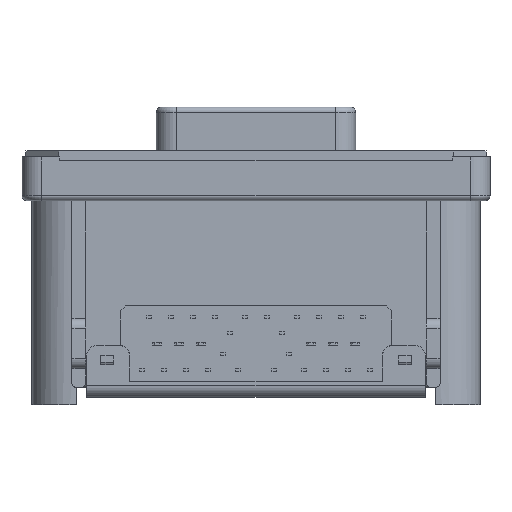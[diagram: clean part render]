
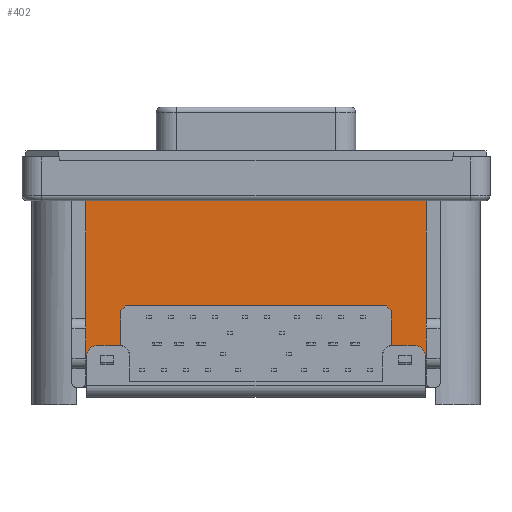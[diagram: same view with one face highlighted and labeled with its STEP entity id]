
A CAD part, front view. The second image highlights one B-rep face of the part: STEP entity #402.
In plain terms, the highlighted planar face has unit normal (0, -1, 0).
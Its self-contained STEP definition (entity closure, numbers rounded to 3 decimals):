
#402 = ADVANCED_FACE ( 'NONE', ( #28236 ), #31191, .F. ) ;
#408 = CARTESIAN_POINT ( 'NONE',  ( -6.85, 0.34, -0.1 ) ) ;
#531 = CARTESIAN_POINT ( 'NONE',  ( 8.55, 0.34, -1.95 ) ) ;
#691 = CARTESIAN_POINT ( 'NONE',  ( -8.5, 0.34, -0.6 ) ) ;
#914 = DIRECTION ( 'NONE',  ( 0., -1., 0. ) ) ;
#1017 = LINE ( 'NONE', #691, #27681 ) ;
#1050 = EDGE_CURVE ( 'NONE', #4685, #20501, #32609, .T. ) ;
#1086 = ORIENTED_EDGE ( 'NONE', *, *, #16196, .F. ) ;
#1087 = EDGE_CURVE ( 'NONE', #4662, #3415, #33930, .T. ) ;
#1189 = DIRECTION ( 'NONE',  ( 0., 0., 1. ) ) ;
#1301 = DIRECTION ( 'NONE',  ( 1., 0., 0. ) ) ;
#1407 = AXIS2_PLACEMENT_3D ( 'NONE', #25506, #12245, #20516 ) ;
#1961 = VECTOR ( 'NONE', #33092, 1000. ) ;
#2241 = VERTEX_POINT ( 'NONE', #21467 ) ;
#2928 = EDGE_CURVE ( 'NONE', #26180, #32260, #19254, .T. ) ;
#3415 = VERTEX_POINT ( 'NONE', #29710 ) ;
#3603 = VERTEX_POINT ( 'NONE', #7640 ) ;
#3645 = ORIENTED_EDGE ( 'NONE', *, *, #19955, .T. ) ;
#4091 = DIRECTION ( 'NONE',  ( -1., 0., 0. ) ) ;
#4446 = DIRECTION ( 'NONE',  ( 0., -1., 0. ) ) ;
#4566 = EDGE_CURVE ( 'NONE', #6385, #14899, #29545, .T. ) ;
#4662 = VERTEX_POINT ( 'NONE', #25894 ) ;
#4685 = VERTEX_POINT ( 'NONE', #17451 ) ;
#4794 = CARTESIAN_POINT ( 'NONE',  ( 8., 0.34, -0.6 ) ) ;
#4832 = VECTOR ( 'NONE', #9643, 1000. ) ;
#4926 = VECTOR ( 'NONE', #1301, 1000. ) ;
#5470 = ORIENTED_EDGE ( 'NONE', *, *, #26049, .F. ) ;
#5650 = VECTOR ( 'NONE', #27657, 1000. ) ;
#5735 = DIRECTION ( 'NONE',  ( -1., 0., 0. ) ) ;
#6087 = ORIENTED_EDGE ( 'NONE', *, *, #4566, .F. ) ;
#6228 = CARTESIAN_POINT ( 'NONE',  ( 9.25, 0.34, 7.175 ) ) ;
#6385 = VERTEX_POINT ( 'NONE', #19367 ) ;
#6939 = CARTESIAN_POINT ( 'NONE',  ( -8., 0.34, -0.6 ) ) ;
#7514 = VERTEX_POINT ( 'NONE', #27059 ) ;
#7562 = CARTESIAN_POINT ( 'NONE',  ( -8.55, 0.34, -1.95 ) ) ;
#7622 = LINE ( 'NONE', #17422, #8421 ) ;
#7640 = CARTESIAN_POINT ( 'NONE',  ( 6.35, 0.34, -1.9 ) ) ;
#7799 = ORIENTED_EDGE ( 'NONE', *, *, #10465, .F. ) ;
#8194 = EDGE_CURVE ( 'NONE', #20501, #3603, #15440, .T. ) ;
#8421 = VECTOR ( 'NONE', #28261, 1000. ) ;
#8479 = ORIENTED_EDGE ( 'NONE', *, *, #22813, .F. ) ;
#8869 = DIRECTION ( 'NONE',  ( 0., 0., -1. ) ) ;
#8964 = CARTESIAN_POINT ( 'NONE',  ( 8.5, 0.34, -2.1 ) ) ;
#9344 = LINE ( 'NONE', #15186, #1961 ) ;
#9643 = DIRECTION ( 'NONE',  ( 0., 0., 1. ) ) ;
#9957 = VERTEX_POINT ( 'NONE', #18013 ) ;
#10465 = EDGE_CURVE ( 'NONE', #21457, #4662, #29342, .T. ) ;
#10551 = VECTOR ( 'NONE', #5735, 1000. ) ;
#10817 = VECTOR ( 'NONE', #26747, 1000. ) ;
#10846 = CARTESIAN_POINT ( 'NONE',  ( -8.55, 0.34, 7.175 ) ) ;
#11223 = DIRECTION ( 'NONE',  ( 0., 0., -1. ) ) ;
#11397 = AXIS2_PLACEMENT_3D ( 'NONE', #6939, #914, #22800 ) ;
#12245 = DIRECTION ( 'NONE',  ( 0., 1., 0. ) ) ;
#12736 = LINE ( 'NONE', #28058, #4832 ) ;
#12802 = EDGE_CURVE ( 'NONE', #13025, #2241, #27823, .T. ) ;
#12846 = DIRECTION ( 'NONE',  ( 1., 0., 0. ) ) ;
#13025 = VERTEX_POINT ( 'NONE', #29365 ) ;
#14074 = CARTESIAN_POINT ( 'NONE',  ( -6.35, 0.34, -1.9 ) ) ;
#14111 = CARTESIAN_POINT ( 'NONE',  ( 8.5, 0.34, -1.95 ) ) ;
#14164 = VECTOR ( 'NONE', #12846, 1000. ) ;
#14185 = AXIS2_PLACEMENT_3D ( 'NONE', #4794, #30489, #20507 ) ;
#14804 = EDGE_CURVE ( 'NONE', #3603, #7514, #7622, .T. ) ;
#14899 = VERTEX_POINT ( 'NONE', #531 ) ;
#15186 = CARTESIAN_POINT ( 'NONE',  ( 9.25, 0.34, -1.95 ) ) ;
#15440 = LINE ( 'NONE', #25935, #14164 ) ;
#15547 = CARTESIAN_POINT ( 'NONE',  ( -6.85, 0.34, -0.6 ) ) ;
#16196 = EDGE_CURVE ( 'NONE', #3415, #32260, #1017, .T. ) ;
#16579 = LINE ( 'NONE', #6228, #10817 ) ;
#17161 = CARTESIAN_POINT ( 'NONE',  ( 8., 0.34, -0.1 ) ) ;
#17267 = EDGE_CURVE ( 'NONE', #4685, #21457, #20083, .T. ) ;
#17270 = DIRECTION ( 'NONE',  ( 0., 0., -1. ) ) ;
#17350 = EDGE_CURVE ( 'NONE', #25898, #9957, #18807, .T. ) ;
#17422 = CARTESIAN_POINT ( 'NONE',  ( 6.35, 0.34, -1.9 ) ) ;
#17451 = CARTESIAN_POINT ( 'NONE',  ( -6.35, 0.34, -0.6 ) ) ;
#17898 = VERTEX_POINT ( 'NONE', #10846 ) ;
#18013 = CARTESIAN_POINT ( 'NONE',  ( 8.5, 0.34, -0.6 ) ) ;
#18104 = ORIENTED_EDGE ( 'NONE', *, *, #1050, .T. ) ;
#18347 = ORIENTED_EDGE ( 'NONE', *, *, #14804, .T. ) ;
#18807 = LINE ( 'NONE', #8964, #29963 ) ;
#18849 = ORIENTED_EDGE ( 'NONE', *, *, #17350, .F. ) ;
#19217 = CIRCLE ( 'NONE', #26894, 0.5 ) ;
#19254 = LINE ( 'NONE', #32167, #4926 ) ;
#19367 = CARTESIAN_POINT ( 'NONE',  ( 8.55, 0.34, 7.175 ) ) ;
#19411 = ORIENTED_EDGE ( 'NONE', *, *, #8194, .T. ) ;
#19955 = EDGE_CURVE ( 'NONE', #25898, #14899, #9344, .T. ) ;
#19980 = CARTESIAN_POINT ( 'NONE',  ( 6.85, 0.34, -0.6 ) ) ;
#20083 = CIRCLE ( 'NONE', #32713, 0.5 ) ;
#20501 = VERTEX_POINT ( 'NONE', #14074 ) ;
#20507 = DIRECTION ( 'NONE',  ( -1., 0., 0. ) ) ;
#20516 = DIRECTION ( 'NONE',  ( 1., 0., 0. ) ) ;
#21457 = VERTEX_POINT ( 'NONE', #28564 ) ;
#21467 = CARTESIAN_POINT ( 'NONE',  ( 6.85, 0.34, -0.1 ) ) ;
#21806 = CARTESIAN_POINT ( 'NONE',  ( 8.55, 0.34, -2.2 ) ) ;
#22456 = ORIENTED_EDGE ( 'NONE', *, *, #22856, .F. ) ;
#22800 = DIRECTION ( 'NONE',  ( -1., 0., 0. ) ) ;
#22813 = EDGE_CURVE ( 'NONE', #9957, #13025, #26291, .T. ) ;
#22856 = EDGE_CURVE ( 'NONE', #26180, #17898, #12736, .T. ) ;
#23681 = ORIENTED_EDGE ( 'NONE', *, *, #33050, .T. ) ;
#24371 = VECTOR ( 'NONE', #8869, 1000. ) ;
#24873 = ORIENTED_EDGE ( 'NONE', *, *, #2928, .T. ) ;
#25506 = CARTESIAN_POINT ( 'NONE',  ( 9.25, 0.34, -2.2 ) ) ;
#25625 = EDGE_LOOP ( 'NONE', ( #18347, #5470, #31051, #8479, #18849, #3645, #6087, #23681, #22456, #24873, #1086, #29403, #7799, #28449, #18104, #19411 ) ) ;
#25894 = CARTESIAN_POINT ( 'NONE',  ( -8., 0.34, -0.1 ) ) ;
#25898 = VERTEX_POINT ( 'NONE', #14111 ) ;
#25935 = CARTESIAN_POINT ( 'NONE',  ( -6.35, 0.34, -1.9 ) ) ;
#26049 = EDGE_CURVE ( 'NONE', #2241, #7514, #19217, .T. ) ;
#26180 = VERTEX_POINT ( 'NONE', #7562 ) ;
#26213 = DIRECTION ( 'NONE',  ( -1., 0., 0. ) ) ;
#26291 = CIRCLE ( 'NONE', #14185, 0.5 ) ;
#26387 = DIRECTION ( 'NONE',  ( 0., -1., 0. ) ) ;
#26747 = DIRECTION ( 'NONE',  ( -1., 0., 0. ) ) ;
#26894 = AXIS2_PLACEMENT_3D ( 'NONE', #19980, #4446, #4091 ) ;
#27059 = CARTESIAN_POINT ( 'NONE',  ( 6.35, 0.34, -0.6 ) ) ;
#27657 = DIRECTION ( 'NONE',  ( -1., 0., 0. ) ) ;
#27681 = VECTOR ( 'NONE', #11223, 1000. ) ;
#27823 = LINE ( 'NONE', #17161, #5650 ) ;
#28058 = CARTESIAN_POINT ( 'NONE',  ( -8.55, 0.34, -2.2 ) ) ;
#28236 = FACE_OUTER_BOUND ( 'NONE', #25625, .T. ) ;
#28261 = DIRECTION ( 'NONE',  ( 0., 0., 1. ) ) ;
#28449 = ORIENTED_EDGE ( 'NONE', *, *, #17267, .F. ) ;
#28564 = CARTESIAN_POINT ( 'NONE',  ( -6.85, 0.34, -0.1 ) ) ;
#29342 = LINE ( 'NONE', #408, #10551 ) ;
#29365 = CARTESIAN_POINT ( 'NONE',  ( 8., 0.34, -0.1 ) ) ;
#29403 = ORIENTED_EDGE ( 'NONE', *, *, #1087, .F. ) ;
#29532 = VECTOR ( 'NONE', #17270, 1000. ) ;
#29545 = LINE ( 'NONE', #21806, #24371 ) ;
#29710 = CARTESIAN_POINT ( 'NONE',  ( -8.5, 0.34, -0.6 ) ) ;
#29963 = VECTOR ( 'NONE', #1189, 1000. ) ;
#30373 = CARTESIAN_POINT ( 'NONE',  ( -6.35, 0.34, -0.6 ) ) ;
#30489 = DIRECTION ( 'NONE',  ( 0., -1., 0. ) ) ;
#31051 = ORIENTED_EDGE ( 'NONE', *, *, #12802, .F. ) ;
#31191 = PLANE ( 'NONE',  #1407 ) ;
#32167 = CARTESIAN_POINT ( 'NONE',  ( 9.25, 0.34, -1.95 ) ) ;
#32260 = VERTEX_POINT ( 'NONE', #33516 ) ;
#32609 = LINE ( 'NONE', #30373, #29532 ) ;
#32713 = AXIS2_PLACEMENT_3D ( 'NONE', #15547, #26387, #26213 ) ;
#33050 = EDGE_CURVE ( 'NONE', #6385, #17898, #16579, .T. ) ;
#33092 = DIRECTION ( 'NONE',  ( 1., 0., 0. ) ) ;
#33516 = CARTESIAN_POINT ( 'NONE',  ( -8.5, 0.34, -1.95 ) ) ;
#33930 = CIRCLE ( 'NONE', #11397, 0.5 ) ;
